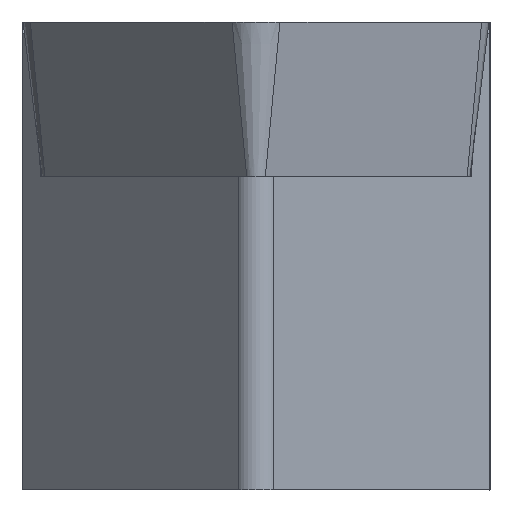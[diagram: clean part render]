
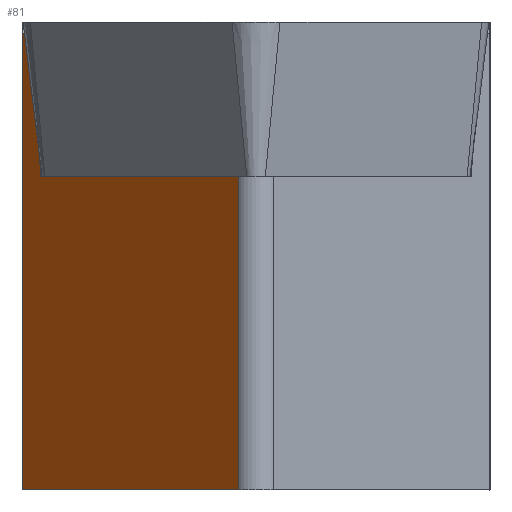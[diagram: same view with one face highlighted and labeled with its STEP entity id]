
A CAD part, left-side view. The second image highlights one B-rep face of the part: STEP entity #81.
In plain terms, the highlighted planar face has unit normal (-0.643, 0.766, 0).
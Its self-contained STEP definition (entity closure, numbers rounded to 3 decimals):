
#58=PLANE('',#478);
#81=ADVANCED_FACE('',(#108),#58,.F.);
#108=FACE_OUTER_BOUND('',#131,.T.);
#131=EDGE_LOOP('',(#235,#236,#237,#238,#239,#240));
#235=ORIENTED_EDGE('',*,*,#348,.T.);
#236=ORIENTED_EDGE('',*,*,#349,.T.);
#237=ORIENTED_EDGE('',*,*,#328,.F.);
#238=ORIENTED_EDGE('',*,*,#335,.F.);
#239=ORIENTED_EDGE('',*,*,#342,.F.);
#240=ORIENTED_EDGE('',*,*,#347,.F.);
#276=VERTEX_POINT('',#650);
#282=VERTEX_POINT('',#661);
#288=VERTEX_POINT('',#676);
#292=VERTEX_POINT('',#689);
#294=VERTEX_POINT('',#699);
#295=VERTEX_POINT('',#703);
#328=EDGE_CURVE('',#282,#276,#377,.T.);
#335=EDGE_CURVE('',#288,#282,#384,.T.);
#342=EDGE_CURVE('',#292,#288,#390,.T.);
#347=EDGE_CURVE('',#294,#292,#394,.T.);
#348=EDGE_CURVE('',#294,#295,#395,.T.);
#349=EDGE_CURVE('',#295,#276,#396,.T.);
#377=LINE('',#662,#424);
#384=LINE('',#677,#431);
#390=LINE('',#690,#437);
#394=LINE('',#700,#441);
#395=LINE('',#702,#442);
#396=LINE('',#704,#443);
#424=VECTOR('',#543,1.);
#431=VECTOR('',#554,1.);
#437=VECTOR('',#566,1.);
#441=VECTOR('',#578,1.);
#442=VECTOR('',#581,1.);
#443=VECTOR('',#582,1.);
#478=AXIS2_PLACEMENT_3D('',#705,#583,#584);
#543=DIRECTION('',(-0.766,-0.643,0.));
#554=DIRECTION('',(0.,0.,1.));
#566=DIRECTION('',(0.766,0.643,0.));
#578=DIRECTION('',(0.,0.,-1.));
#581=DIRECTION('',(0.766,0.643,0.));
#582=DIRECTION('',(0.095,0.08,0.992));
#583=DIRECTION('',(0.643,-0.766,0.));
#584=DIRECTION('',(0.766,0.643,0.));
#650=CARTESIAN_POINT('',(7.837,-0.19,-0.3));
#661=CARTESIAN_POINT('',(8.064,0.,-0.3));
#662=CARTESIAN_POINT('',(7.273,-0.665,-0.3));
#676=CARTESIAN_POINT('',(8.064,0.,-12.));
#677=CARTESIAN_POINT('',(8.064,0.,-43.97));
#689=CARTESIAN_POINT('',(1.462,-5.54,-12.));
#690=CARTESIAN_POINT('',(1.462,-5.54,-12.));
#699=CARTESIAN_POINT('',(1.462,-5.54,-3.97));
#700=CARTESIAN_POINT('',(1.462,-5.54,-43.97));
#702=CARTESIAN_POINT('',(3.332,-3.971,-3.97));
#703=CARTESIAN_POINT('',(7.487,-0.485,-3.97));
#704=CARTESIAN_POINT('',(7.487,-0.484,-3.967));
#705=CARTESIAN_POINT('',(7.273,-0.665,-43.97));
